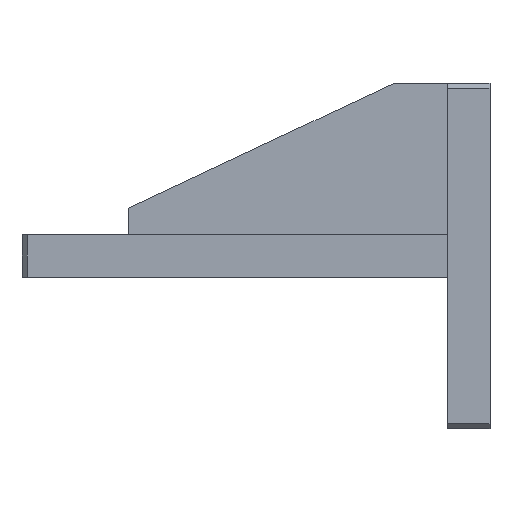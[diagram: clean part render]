
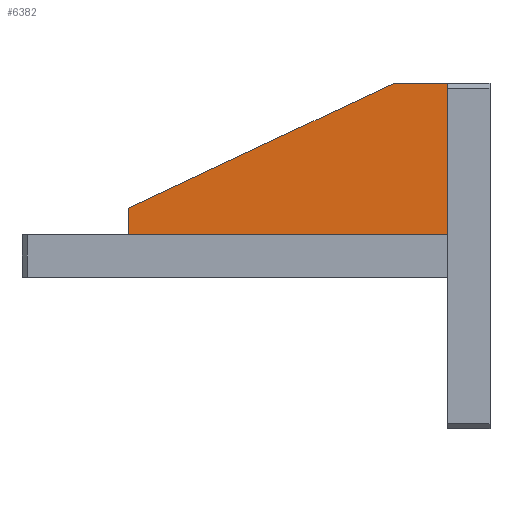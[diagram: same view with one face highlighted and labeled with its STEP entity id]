
A CAD part, left-side view. The second image highlights one B-rep face of the part: STEP entity #6382.
In plain terms, the highlighted planar face has unit normal (-1, 0, 0).
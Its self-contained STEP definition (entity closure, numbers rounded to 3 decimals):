
#76 = DIRECTION ( 'NONE',  ( 0., 0., 1. ) ) ;
#354 = VECTOR ( 'NONE', #76, 1000. ) ;
#501 = VERTEX_POINT ( 'NONE', #5975 ) ;
#822 = ORIENTED_EDGE ( 'NONE', *, *, #1334, .T. ) ;
#1129 = EDGE_CURVE ( 'NONE', #501, #5844, #1519, .T. ) ;
#1322 = VECTOR ( 'NONE', #2507, 1000. ) ;
#1334 = EDGE_CURVE ( 'NONE', #1886, #4414, #1995, .T. ) ;
#1360 = DIRECTION ( 'NONE',  ( 0., 0.905, -0.425 ) ) ;
#1453 = CARTESIAN_POINT ( 'NONE',  ( -10.594, -3.722, 97.5 ) ) ;
#1519 = LINE ( 'NONE', #1611, #5889 ) ;
#1611 = CARTESIAN_POINT ( 'NONE',  ( -10.594, -3.722, 69. ) ) ;
#1749 = LINE ( 'NONE', #5714, #6497 ) ;
#1886 = VERTEX_POINT ( 'NONE', #1453 ) ;
#1909 = LINE ( 'NONE', #5516, #1322 ) ;
#1995 = LINE ( 'NONE', #5616, #2674 ) ;
#2507 = DIRECTION ( 'NONE',  ( 0., 0., -1. ) ) ;
#2523 = DIRECTION ( 'NONE',  ( 0., 1., 0. ) ) ;
#2674 = VECTOR ( 'NONE', #2523, 1000. ) ;
#3176 = ORIENTED_EDGE ( 'NONE', *, *, #6795, .T. ) ;
#3323 = VERTEX_POINT ( 'NONE', #3774 ) ;
#3432 = DIRECTION ( 'NONE',  ( 1., 0., 0. ) ) ;
#3774 = CARTESIAN_POINT ( 'NONE',  ( -10.594, 56.278, 74. ) ) ;
#3779 = CARTESIAN_POINT ( 'NONE',  ( -10.594, -3.722, 97.5 ) ) ;
#3787 = EDGE_LOOP ( 'NONE', ( #3176, #822, #5173, #4478, #5525 ) ) ;
#4085 = CARTESIAN_POINT ( 'NONE',  ( -10.594, -3.722, 69. ) ) ;
#4125 = EDGE_CURVE ( 'NONE', #4414, #3323, #1749, .T. ) ;
#4414 = VERTEX_POINT ( 'NONE', #6566 ) ;
#4478 = ORIENTED_EDGE ( 'NONE', *, *, #6704, .T. ) ;
#4630 = DIRECTION ( 'NONE',  ( 0., -1., 0. ) ) ;
#4750 = PLANE ( 'NONE',  #5789 ) ;
#5173 = ORIENTED_EDGE ( 'NONE', *, *, #4125, .T. ) ;
#5408 = LINE ( 'NONE', #3779, #354 ) ;
#5516 = CARTESIAN_POINT ( 'NONE',  ( -10.594, 56.278, 69. ) ) ;
#5525 = ORIENTED_EDGE ( 'NONE', *, *, #1129, .T. ) ;
#5616 = CARTESIAN_POINT ( 'NONE',  ( -10.594, 6.278, 97.5 ) ) ;
#5714 = CARTESIAN_POINT ( 'NONE',  ( -10.594, 56.278, 74. ) ) ;
#5789 = AXIS2_PLACEMENT_3D ( 'NONE', #7229, #3432, #7174 ) ;
#5844 = VERTEX_POINT ( 'NONE', #4085 ) ;
#5889 = VECTOR ( 'NONE', #4630, 1000. ) ;
#5975 = CARTESIAN_POINT ( 'NONE',  ( -10.594, 56.278, 69. ) ) ;
#6382 = ADVANCED_FACE ( 'NONE', ( #7242 ), #4750, .F. ) ;
#6497 = VECTOR ( 'NONE', #1360, 1000. ) ;
#6566 = CARTESIAN_POINT ( 'NONE',  ( -10.594, 6.278, 97.5 ) ) ;
#6704 = EDGE_CURVE ( 'NONE', #3323, #501, #1909, .T. ) ;
#6795 = EDGE_CURVE ( 'NONE', #5844, #1886, #5408, .T. ) ;
#7174 = DIRECTION ( 'NONE',  ( 0., 1., 0. ) ) ;
#7229 = CARTESIAN_POINT ( 'NONE',  ( -10.594, -3.722, 69. ) ) ;
#7242 = FACE_OUTER_BOUND ( 'NONE', #3787, .T. ) ;
